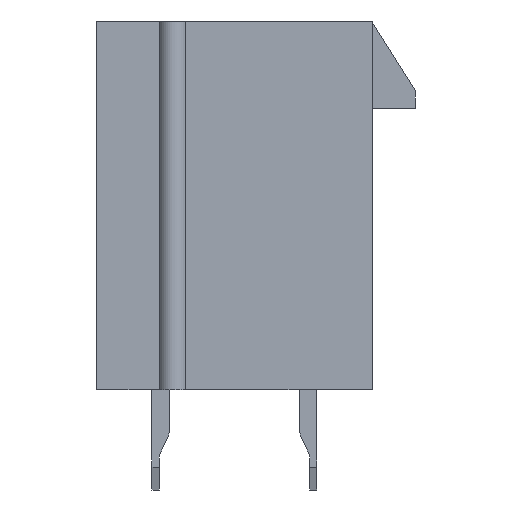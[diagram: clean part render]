
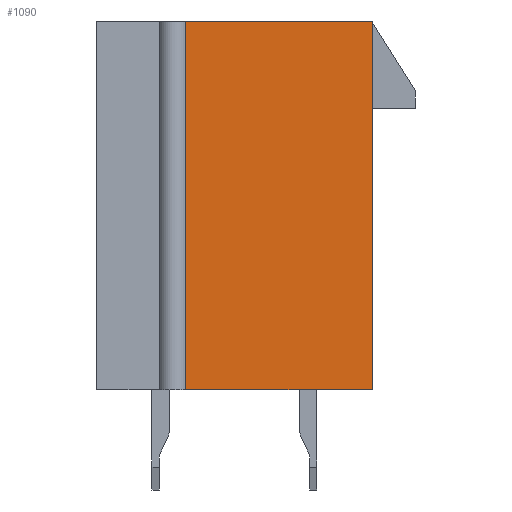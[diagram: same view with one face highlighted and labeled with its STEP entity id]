
A CAD part, left-side view. The second image highlights one B-rep face of the part: STEP entity #1090.
In plain terms, the highlighted planar face has unit normal (-1, 0, 0).
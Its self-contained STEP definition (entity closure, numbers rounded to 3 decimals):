
#1090 = ADVANCED_FACE( '', ( #2136 ), #2137, .T. );
#2136 = FACE_OUTER_BOUND( '', #3143, .T. );
#2137 = PLANE( '', #3144 );
#3143 = EDGE_LOOP( '', ( #6405, #6406, #6407, #6408 ) );
#3144 = AXIS2_PLACEMENT_3D( '', #6409, #6410, #6411 );
#6405 = ORIENTED_EDGE( '', *, *, #7586, .T. );
#6406 = ORIENTED_EDGE( '', *, *, #6594, .F. );
#6407 = ORIENTED_EDGE( '', *, *, #7751, .T. );
#6408 = ORIENTED_EDGE( '', *, *, #7349, .T. );
#6409 = CARTESIAN_POINT( '', ( -11.15, 0., 0. ) );
#6410 = DIRECTION( '', ( -1., 0., 0. ) );
#6411 = DIRECTION( '', ( 0., 0., 1. ) );
#6594 = EDGE_CURVE( '', #8023, #8018, #8025, .T. );
#7349 = EDGE_CURVE( '', #9238, #9236, #9239, .T. );
#7586 = EDGE_CURVE( '', #9236, #8018, #9556, .T. );
#7751 = EDGE_CURVE( '', #8023, #9238, #9750, .T. );
#8018 = VERTEX_POINT( '', #10110 );
#8023 = VERTEX_POINT( '', #10116 );
#8025 = LINE( '', #10118, #10119 );
#9236 = VERTEX_POINT( '', #11905 );
#9238 = VERTEX_POINT( '', #11908 );
#9239 = LINE( '', #11909, #11910 );
#9556 = LINE( '', #12396, #12397 );
#9750 = LINE( '', #12688, #12689 );
#10110 = CARTESIAN_POINT( '', ( -11.15, 1.7, 6.4 ) );
#10116 = CARTESIAN_POINT( '', ( -11.15, 1.7, -6.4 ) );
#10118 = CARTESIAN_POINT( '', ( -11.15, 1.7, -6.4 ) );
#10119 = VECTOR( '', #12879, 1000. );
#11905 = CARTESIAN_POINT( '', ( -11.15, -4.8, 6.4 ) );
#11908 = CARTESIAN_POINT( '', ( -11.15, -4.8, -6.4 ) );
#11909 = CARTESIAN_POINT( '', ( -11.15, -4.8, -6.4 ) );
#11910 = VECTOR( '', #13570, 1000. );
#12396 = CARTESIAN_POINT( '', ( -11.15, -4.8, 6.4 ) );
#12397 = VECTOR( '', #13755, 1000. );
#12688 = CARTESIAN_POINT( '', ( -11.15, 4.8, -6.4 ) );
#12689 = VECTOR( '', #13877, 1000. );
#12879 = DIRECTION( '', ( 0., 0., 1. ) );
#13570 = DIRECTION( '', ( 0., 0., 1. ) );
#13755 = DIRECTION( '', ( 0., 1., 0. ) );
#13877 = DIRECTION( '', ( 0., -1., 0. ) );
